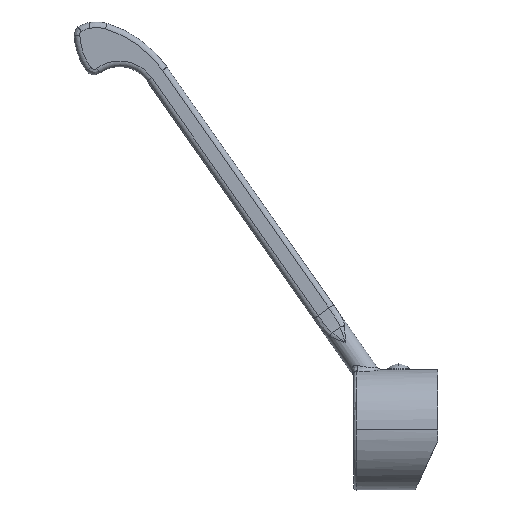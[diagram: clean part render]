
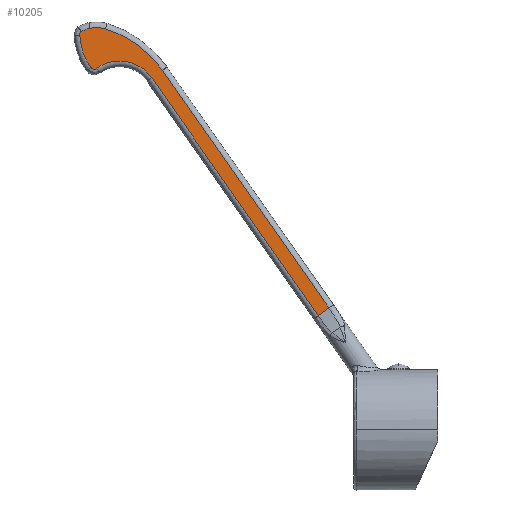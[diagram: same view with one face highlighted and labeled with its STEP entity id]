
A CAD part, left-side view. The second image highlights one B-rep face of the part: STEP entity #10205.
In plain terms, the highlighted planar face has unit normal (-1, 0, 0).
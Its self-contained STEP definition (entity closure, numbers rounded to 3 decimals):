
#3649=DIRECTION('',(0.,-0.574,-0.819));
#3650=VECTOR('',#3649,103.58);
#3651=CARTESIAN_POINT('',(-2.25,98.28,128.299));
#3652=LINE('',#3651,#3650);
#3653=DIRECTION('',(0.,0.574,0.819));
#3654=VECTOR('',#3653,103.573);
#3655=CARTESIAN_POINT('',(-2.25,42.703,40.767));
#3656=LINE('',#3655,#3654);
#3657=CARTESIAN_POINT('',(-2.25,113.593,117.577));
#3658=DIRECTION('',(1.,0.,0.));
#3659=DIRECTION('',(0.,0.582,0.813));
#3660=AXIS2_PLACEMENT_3D('',#3657,#3658,#3659);
#3662=CARTESIAN_POINT('',(-2.25,122.613,130.182));
#3663=DIRECTION('',(-1.,0.,0.));
#3664=DIRECTION('',(0.,0.815,-0.58));
#3665=AXIS2_PLACEMENT_3D('',#3662,#3663,#3664);
#3667=CARTESIAN_POINT('',(-2.25,106.425,141.704));
#3668=DIRECTION('',(-1.,0.,0.));
#3669=DIRECTION('',(0.,0.999,-0.039));
#3670=AXIS2_PLACEMENT_3D('',#3667,#3668,#3669);
#3672=CARTESIAN_POINT('',(-2.25,126.18,140.934));
#3673=DIRECTION('',(-1.,0.,0.));
#3674=DIRECTION('',(0.,0.674,0.739));
#3675=AXIS2_PLACEMENT_3D('',#3672,#3673,#3674);
#3677=CARTESIAN_POINT('',(-2.25,122.471,134.298));
#3678=DIRECTION('',(-1.,0.,0.));
#3679=DIRECTION('',(0.,0.176,0.984));
#3680=AXIS2_PLACEMENT_3D('',#3677,#3678,#3679);
#3682=CARTESIAN_POINT('',(-2.25,121.861,130.891));
#3683=DIRECTION('',(-1.,0.,0.));
#3684=DIRECTION('',(0.,-0.257,0.966));
#3685=AXIS2_PLACEMENT_3D('',#3682,#3683,#3684);
#3687=CARTESIAN_POINT('',(-2.25,129.96,106.117));
#3688=DIRECTION('',(-1.,0.,0.));
#3689=DIRECTION('',(0.,-0.819,0.574));
#3690=AXIS2_PLACEMENT_3D('',#3687,#3688,#3689);
#3692=CARTESIAN_POINT('',(-2.25,38.875,43.447));
#3724=DIRECTION('',(0.,-0.819,0.574));
#3725=VECTOR('',#3724,4.673);
#3726=CARTESIAN_POINT('',(-2.25,42.703,40.767));
#3727=LINE('',#3726,#3725);
#4497=CARTESIAN_POINT('',(-2.25,121.74,128.962));
#4498=CARTESIAN_POINT('',(-2.25,102.113,125.59));
#4499=VERTEX_POINT('',#4497);
#4500=VERTEX_POINT('',#4498);
#4501=CARTESIAN_POINT('',(-2.25,123.835,129.312));
#4502=VERTEX_POINT('',#4501);
#4505=CARTESIAN_POINT('',(-2.25,127.779,140.872));
#4506=VERTEX_POINT('',#4505);
#4509=CARTESIAN_POINT('',(-2.25,127.258,142.117));
#4510=VERTEX_POINT('',#4509);
#4515=CARTESIAN_POINT('',(-2.25,124.087,143.322));
#4516=VERTEX_POINT('',#4515);
#4517=CARTESIAN_POINT('',(-2.25,118.616,143.096));
#4518=VERTEX_POINT('',#4517);
#4529=VERTEX_POINT('',#3692);
#4530=CARTESIAN_POINT('',(-2.25,98.28,128.299));
#4531=VERTEX_POINT('',#4530);
#4547=CARTESIAN_POINT('',(-2.25,42.703,40.767));
#4548=VERTEX_POINT('',#4547);
#10180=CARTESIAN_POINT('',(-2.25,-1.8,0.));
#10181=DIRECTION('',(-1.,0.,0.));
#10182=DIRECTION('',(0.,0.,1.));
#10183=AXIS2_PLACEMENT_3D('',#10180,#10181,#10182);
#10184=PLANE('',#10183);
#10185=ORIENTED_EDGE('',*,*,#10164,.T.);
#10187=ORIENTED_EDGE('',*,*,#10186,.F.);
#10189=ORIENTED_EDGE('',*,*,#10188,.T.);
#10191=ORIENTED_EDGE('',*,*,#10190,.F.);
#10193=ORIENTED_EDGE('',*,*,#10192,.F.);
#10195=ORIENTED_EDGE('',*,*,#10194,.F.);
#10197=ORIENTED_EDGE('',*,*,#10196,.F.);
#10199=ORIENTED_EDGE('',*,*,#10198,.F.);
#10201=ORIENTED_EDGE('',*,*,#10200,.F.);
#10202=ORIENTED_EDGE('',*,*,#10143,.F.);
#10203=EDGE_LOOP('',(#10185,#10187,#10189,#10191,#10193,#10195,#10197,#10199,
#10201,#10202));
#10204=FACE_OUTER_BOUND('',#10203,.F.);
#10205=ADVANCED_FACE('',(#10204),#10184,.T.);
#3661=CIRCLE('',#3660,14.);
#3666=CIRCLE('',#3665,1.5);
#3671=CIRCLE('',#3670,21.37);
#3676=CIRCLE('',#3675,1.6);
#3681=CIRCLE('',#3680,9.168);
#3686=CIRCLE('',#3685,12.629);
#3691=CIRCLE('',#3690,38.68);
#10143=EDGE_CURVE('',#4531,#4518,#3691,.T.);
#10164=EDGE_CURVE('',#4531,#4529,#3652,.T.);
#10186=EDGE_CURVE('',#4548,#4529,#3727,.T.);
#10188=EDGE_CURVE('',#4548,#4500,#3656,.T.);
#10190=EDGE_CURVE('',#4499,#4500,#3661,.T.);
#10192=EDGE_CURVE('',#4502,#4499,#3666,.T.);
#10194=EDGE_CURVE('',#4506,#4502,#3671,.T.);
#10196=EDGE_CURVE('',#4510,#4506,#3676,.T.);
#10198=EDGE_CURVE('',#4516,#4510,#3681,.T.);
#10200=EDGE_CURVE('',#4518,#4516,#3686,.T.);
